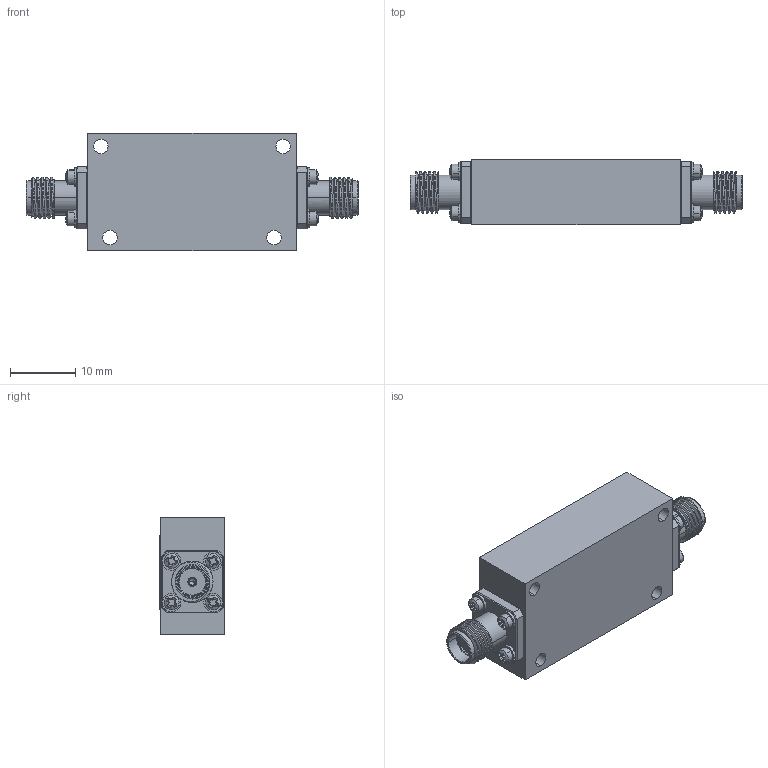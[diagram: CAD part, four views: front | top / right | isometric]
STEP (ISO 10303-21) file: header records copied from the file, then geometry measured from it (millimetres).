
FILE_DESCRIPTION (( 'STEP AP214' ), '1' );
FILE_NAME ('HP3G55M18G-SMA.STEP', '2022-09-12T14:43:41', ( '' ), ( '' ), 'SwSTEP 2.0', 'SolidWorks 2022', '' );
FILE_SCHEMA (( 'AUTOMOTIVE_DESIGN' ));
Length unit declared in the file: inch
Products named in the file (1): HP3G55M18G-SMA
Bounding box: 50.9 x 10.01 x 18.03 mm (x, y, z)
Volume: 6252.7 mm3; surface area: 4405.8 mm2
Topology: 28 solids, 28 shells, 840 faces, 2921 edges, 2369 vertices
Faces by surface type: plane 464, cylinder 200, torus 92, cone 64, sphere 16, bspline 4
Entity records: 50396 total; most frequent: CARTESIAN_POINT 13615, ORIENTED_EDGE 5826, DIRECTION 4591, EDGE_CURVE 2913, VERTEX_POINT 2369, AXIS2_PLACEMENT_3D 1597, VECTOR 1397, LINE 1397
